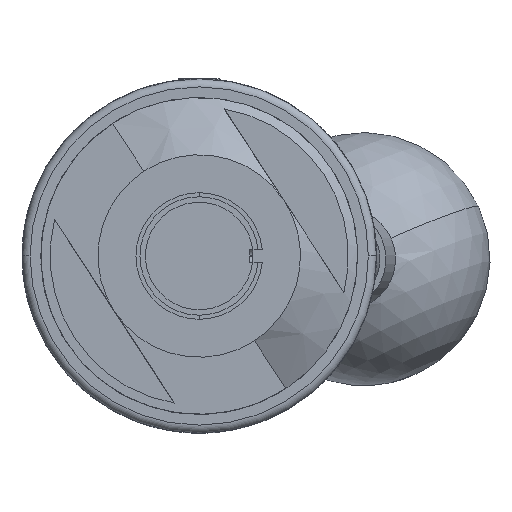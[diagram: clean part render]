
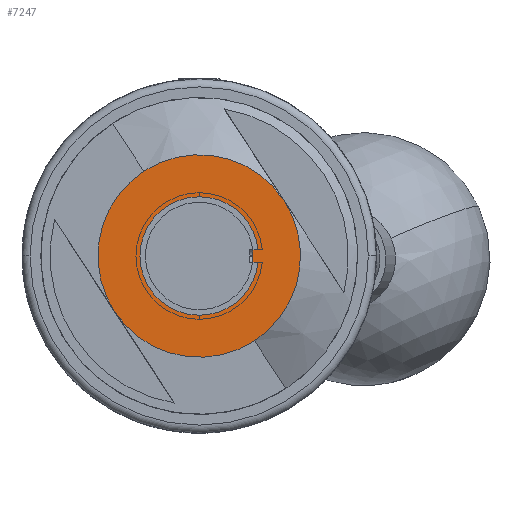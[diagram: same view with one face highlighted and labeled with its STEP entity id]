
A CAD part, left-side view. The second image highlights one B-rep face of the part: STEP entity #7247.
In plain terms, the highlighted planar face has unit normal (-1, 0, 0).
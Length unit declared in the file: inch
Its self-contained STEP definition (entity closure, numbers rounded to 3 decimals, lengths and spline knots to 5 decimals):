
#204 = CIRCLE ( 'NONE', #5058, 0.2656 ) ;
#473 = EDGE_CURVE ( 'NONE', #5853, #13664, #3837, .T. ) ;
#479 = AXIS2_PLACEMENT_3D ( 'NONE', #10647, #3336, #11624 ) ;
#485 = FACE_BOUND ( 'NONE', #6820, .T. ) ;
#739 = CIRCLE ( 'NONE', #4502, 0.2656 ) ;
#828 = AXIS2_PLACEMENT_3D ( 'NONE', #8768, #3499, #12945 ) ;
#1007 = DIRECTION ( 'NONE',  ( -1., 0., 0. ) ) ;
#1709 = AXIS2_PLACEMENT_3D ( 'NONE', #9914, #12083, #6719 ) ;
#3336 = DIRECTION ( 'NONE',  ( -1., 0., 0. ) ) ;
#3384 = DIRECTION ( 'NONE',  ( 0., 0.547, 0.837 ) ) ;
#3415 = ORIENTED_EDGE ( 'NONE', *, *, #6838, .T. ) ;
#3499 = DIRECTION ( 'NONE',  ( -1., 0., 0. ) ) ;
#3665 = FACE_OUTER_BOUND ( 'NONE', #6419, .T. ) ;
#3762 = CARTESIAN_POINT ( 'NONE',  ( -4.742, 0.14527, 0.22235 ) ) ;
#3837 = CIRCLE ( 'NONE', #7597, 0.5 ) ;
#3851 = AXIS2_PLACEMENT_3D ( 'NONE', #11984, #12761, #3384 ) ;
#4502 = AXIS2_PLACEMENT_3D ( 'NONE', #7478, #12494, #8463 ) ;
#4567 = CARTESIAN_POINT ( 'NONE',  ( -4.742, 0.41858, -0.27347 ) ) ;
#5058 = AXIS2_PLACEMENT_3D ( 'NONE', #5201, #9434, #13625 ) ;
#5177 = CIRCLE ( 'NONE', #3851, 0.5 ) ;
#5201 = CARTESIAN_POINT ( 'NONE',  ( -4.742, 0., 0. ) ) ;
#5853 = VERTEX_POINT ( 'NONE', #11611 ) ;
#5946 = ORIENTED_EDGE ( 'NONE', *, *, #7780, .F. ) ;
#6142 = ORIENTED_EDGE ( 'NONE', *, *, #8229, .T. ) ;
#6419 = EDGE_LOOP ( 'NONE', ( #6142, #11154, #7265, #3415 ) ) ;
#6562 = CARTESIAN_POINT ( 'NONE',  ( -4.742, -0.14527, -0.22235 ) ) ;
#6719 = DIRECTION ( 'NONE',  ( 0., 0.547, 0.837 ) ) ;
#6820 = EDGE_LOOP ( 'NONE', ( #5946, #10551 ) ) ;
#6838 = EDGE_CURVE ( 'NONE', #10465, #9669, #7906, .T. ) ;
#7247 = ADVANCED_FACE ( 'NONE', ( #485, #3665 ), #7898, .T. ) ;
#7265 = ORIENTED_EDGE ( 'NONE', *, *, #10753, .T. ) ;
#7478 = CARTESIAN_POINT ( 'NONE',  ( -4.742, 0., 0. ) ) ;
#7597 = AXIS2_PLACEMENT_3D ( 'NONE', #8620, #1007, #11760 ) ;
#7780 = EDGE_CURVE ( 'NONE', #11131, #11539, #204, .T. ) ;
#7898 = PLANE ( 'NONE',  #828 ) ;
#7906 = CIRCLE ( 'NONE', #1709, 0.5 ) ;
#8191 = EDGE_CURVE ( 'NONE', #11539, #11131, #739, .T. ) ;
#8229 = EDGE_CURVE ( 'NONE', #9669, #5853, #5177, .T. ) ;
#8463 = DIRECTION ( 'NONE',  ( 0., 0.547, 0.837 ) ) ;
#8620 = CARTESIAN_POINT ( 'NONE',  ( -4.742, 0., 0. ) ) ;
#8768 = CARTESIAN_POINT ( 'NONE',  ( -4.742, -0.41858, 0.27347 ) ) ;
#9434 = DIRECTION ( 'NONE',  ( -1., 0., 0. ) ) ;
#9669 = VERTEX_POINT ( 'NONE', #9706 ) ;
#9706 = CARTESIAN_POINT ( 'NONE',  ( -4.742, -0.41858, 0.27347 ) ) ;
#9914 = CARTESIAN_POINT ( 'NONE',  ( -4.742, 0., 0. ) ) ;
#10465 = VERTEX_POINT ( 'NONE', #11432 ) ;
#10551 = ORIENTED_EDGE ( 'NONE', *, *, #8191, .F. ) ;
#10647 = CARTESIAN_POINT ( 'NONE',  ( -4.742, 0., 0. ) ) ;
#10753 = EDGE_CURVE ( 'NONE', #13664, #10465, #12161, .T. ) ;
#11131 = VERTEX_POINT ( 'NONE', #3762 ) ;
#11154 = ORIENTED_EDGE ( 'NONE', *, *, #473, .T. ) ;
#11432 = CARTESIAN_POINT ( 'NONE',  ( -4.742, -0.27347, -0.41858 ) ) ;
#11539 = VERTEX_POINT ( 'NONE', #6562 ) ;
#11611 = CARTESIAN_POINT ( 'NONE',  ( -4.742, 0.27347, 0.41858 ) ) ;
#11624 = DIRECTION ( 'NONE',  ( 0., 0.547, 0.837 ) ) ;
#11760 = DIRECTION ( 'NONE',  ( 0., 0.547, 0.837 ) ) ;
#11984 = CARTESIAN_POINT ( 'NONE',  ( -4.742, 0., 0. ) ) ;
#12083 = DIRECTION ( 'NONE',  ( -1., 0., 0. ) ) ;
#12161 = CIRCLE ( 'NONE', #479, 0.5 ) ;
#12494 = DIRECTION ( 'NONE',  ( -1., 0., 0. ) ) ;
#12761 = DIRECTION ( 'NONE',  ( -1., 0., 0. ) ) ;
#12945 = DIRECTION ( 'NONE',  ( 0., 0.547, 0.837 ) ) ;
#13625 = DIRECTION ( 'NONE',  ( 0., 0.547, 0.837 ) ) ;
#13664 = VERTEX_POINT ( 'NONE', #4567 ) ;
